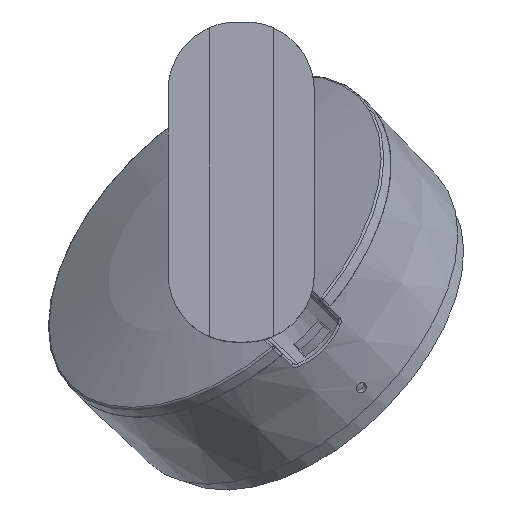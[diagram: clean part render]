
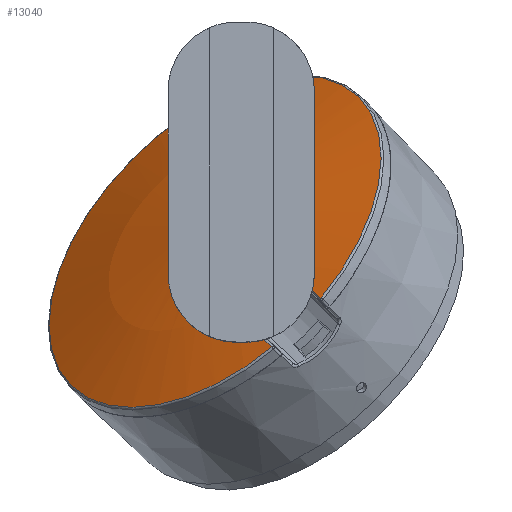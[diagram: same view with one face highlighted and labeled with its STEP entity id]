
A CAD part, top view. The second image highlights one B-rep face of the part: STEP entity #13040.
In plain terms, the highlighted spherical face has radius 205 mm.
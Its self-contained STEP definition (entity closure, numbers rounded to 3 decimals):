
#40=SPHERICAL_SURFACE('',#14429,205.);
#1333=B_SPLINE_CURVE_WITH_KNOTS('',3,(#32781,#32782,#32783,#32784,#32785,
#32786,#32787,#32788,#32789,#32790),.UNSPECIFIED.,.F.,.F.,(4,1,1,1,1,1,
1,4),(-2.396,-2.054,-1.712,-1.369,
-1.027,-0.685,-0.342,0.),
 .UNSPECIFIED.);
#2315=FACE_OUTER_BOUND('',#3123,.T.);
#3123=EDGE_LOOP('',(#12037,#12038,#12039,#12040));
#4706=CIRCLE('',#14369,204.96);
#4709=CIRCLE('',#14373,204.96);
#4739=CIRCLE('',#14427,44.563);
#5961=VERTEX_POINT('',#32092);
#5962=VERTEX_POINT('',#32094);
#5963=VERTEX_POINT('',#32098);
#5964=VERTEX_POINT('',#32100);
#7957=EDGE_CURVE('',#5961,#5962,#4706,.T.);
#7960=EDGE_CURVE('',#5963,#5964,#4709,.T.);
#8018=EDGE_CURVE('',#5962,#5963,#4739,.T.);
#8020=EDGE_CURVE('',#5964,#5961,#1333,.T.);
#12037=ORIENTED_EDGE('',*,*,#7957,.F.);
#12038=ORIENTED_EDGE('',*,*,#8020,.F.);
#12039=ORIENTED_EDGE('',*,*,#7960,.F.);
#12040=ORIENTED_EDGE('',*,*,#8018,.F.);
#13040=ADVANCED_FACE('',(#2315),#40,.T.);
#14369=AXIS2_PLACEMENT_3D('',#32095,#17448,#17449);
#14373=AXIS2_PLACEMENT_3D('',#32101,#17456,#17457);
#14427=AXIS2_PLACEMENT_3D('',#32729,#17574,#17575);
#14429=AXIS2_PLACEMENT_3D('',#32819,#17578,#17579);
#17448=DIRECTION('center_axis',(0.697,0.717,0.01));
#17449=DIRECTION('ref_axis',(-0.545,0.521,0.657));
#17456=DIRECTION('center_axis',(-0.717,-0.697,0.01));
#17457=DIRECTION('ref_axis',(-0.521,0.545,0.657));
#17574=DIRECTION('center_axis',(0.579,-0.579,-0.574));
#17575=DIRECTION('ref_axis',(-0.406,0.406,-0.819));
#17578=DIRECTION('center_axis',(-0.579,0.579,0.574));
#17579=DIRECTION('ref_axis',(-0.406,0.406,-0.819));
#32092=CARTESIAN_POINT('',(-14.5,-4.846,7.694));
#32094=CARTESIAN_POINT('',(6.734,-25.963,42.174));
#32095=CARTESIAN_POINT('Origin',(107.336,-121.624,-108.613));
#32098=CARTESIAN_POINT('',(17.431,-15.266,42.174));
#32100=CARTESIAN_POINT('',(-3.686,5.968,7.694));
#32101=CARTESIAN_POINT('Origin',(113.092,-115.868,-108.613));
#32729=CARTESIAN_POINT('Origin',(-5.73,-2.803,6.199));
#32781=CARTESIAN_POINT('Ctrl Pts',(-3.686,5.968,7.694));
#32782=CARTESIAN_POINT('Ctrl Pts',(-4.145,6.427,6.753));
#32783=CARTESIAN_POINT('Ctrl Pts',(-5.432,6.975,4.87));
#32784=CARTESIAN_POINT('Ctrl Pts',(-8.088,6.529,2.604));
#32785=CARTESIAN_POINT('Ctrl Pts',(-10.942,4.898,1.348));
#32786=CARTESIAN_POINT('Ctrl Pts',(-13.431,2.411,1.346));
#32787=CARTESIAN_POINT('Ctrl Pts',(-15.061,-0.445,
2.604));
#32788=CARTESIAN_POINT('Ctrl Pts',(-15.508,-3.1,
4.87));
#32789=CARTESIAN_POINT('Ctrl Pts',(-14.959,-4.387,
6.753));
#32790=CARTESIAN_POINT('Ctrl Pts',(-14.5,-4.846,
7.694));
#32819=CARTESIAN_POINT('Origin',(110.173,-118.705,-108.572));
